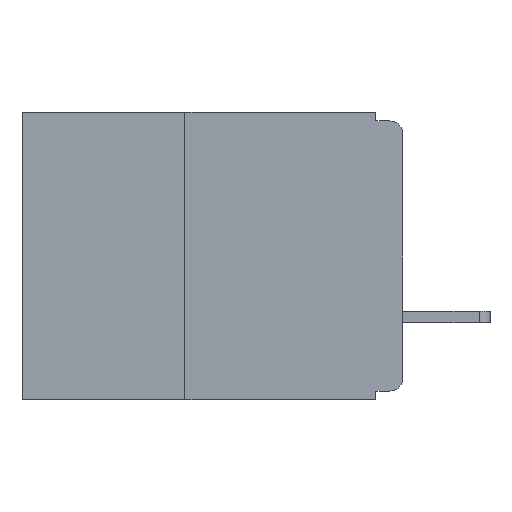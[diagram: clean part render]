
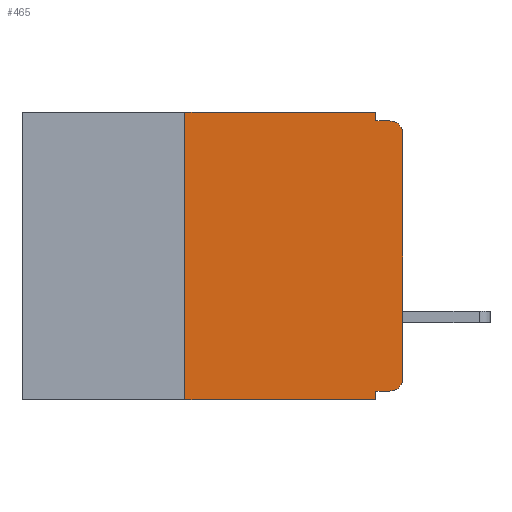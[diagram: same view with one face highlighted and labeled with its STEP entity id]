
A CAD part, left-side view. The second image highlights one B-rep face of the part: STEP entity #465.
In plain terms, the highlighted planar face has unit normal (-1, 0, 0).
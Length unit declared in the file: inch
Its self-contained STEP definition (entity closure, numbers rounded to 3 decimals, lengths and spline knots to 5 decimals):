
#16 = ORIENTED_EDGE ( 'NONE', *, *, #2925, .F. ) ;
#18 = DIRECTION ( 'NONE',  ( 0., 0., -1. ) ) ;
#20 = CARTESIAN_POINT ( 'NONE',  ( 0., 0.437, 0. ) ) ;
#334 = CIRCLE ( 'NONE', #21269, 0.015 ) ;
#376 = VECTOR ( 'NONE', #7879, 39.37008 ) ;
#424 = DIRECTION ( 'NONE',  ( 0., 0., -1. ) ) ;
#465 = ADVANCED_FACE ( 'NONE', ( #7164 ), #18764, .F. ) ;
#612 = LINE ( 'NONE', #20, #13051 ) ;
#1043 = LINE ( 'NONE', #17805, #8999 ) ;
#1437 = CARTESIAN_POINT ( 'NONE',  ( 0., 0.25, 0. ) ) ;
#1608 = EDGE_LOOP ( 'NONE', ( #10868, #19727, #20224, #7491, #8013, #16909, #4067, #16, #4608, #17963 ) ) ;
#1694 = DIRECTION ( 'NONE',  ( -1., 0., 0. ) ) ;
#1775 = CARTESIAN_POINT ( 'NONE',  ( 0., 0., -0.32 ) ) ;
#2753 = DIRECTION ( 'NONE',  ( 0., 0., -1. ) ) ;
#2925 = EDGE_CURVE ( 'NONE', #9641, #5075, #19033, .T. ) ;
#2967 = EDGE_CURVE ( 'NONE', #20281, #7115, #612, .T. ) ;
#3480 = VECTOR ( 'NONE', #15309, 39.37008 ) ;
#3559 = CARTESIAN_POINT ( 'NONE',  ( 0., 0.25, -0.33 ) ) ;
#3587 = VERTEX_POINT ( 'NONE', #6488 ) ;
#4067 = ORIENTED_EDGE ( 'NONE', *, *, #9503, .T. ) ;
#4100 = CARTESIAN_POINT ( 'NONE',  ( 0., 0.031, -0.33 ) ) ;
#4582 = CARTESIAN_POINT ( 'NONE',  ( 0., 0.031, -0.33 ) ) ;
#4608 = ORIENTED_EDGE ( 'NONE', *, *, #13369, .F. ) ;
#5075 = VERTEX_POINT ( 'NONE', #4100 ) ;
#6024 = DIRECTION ( 'NONE',  ( 0., -1., 0. ) ) ;
#6406 = VECTOR ( 'NONE', #16861, 39.37008 ) ;
#6488 = CARTESIAN_POINT ( 'NONE',  ( 0., 0.031, -0.01 ) ) ;
#6954 = LINE ( 'NONE', #20505, #15308 ) ;
#7115 = VERTEX_POINT ( 'NONE', #12108 ) ;
#7164 = FACE_OUTER_BOUND ( 'NONE', #1608, .T. ) ;
#7491 = ORIENTED_EDGE ( 'NONE', *, *, #11064, .F. ) ;
#7505 = EDGE_CURVE ( 'NONE', #20025, #12254, #9412, .T. ) ;
#7838 = DIRECTION ( 'NONE',  ( 0., -1., 0. ) ) ;
#7879 = DIRECTION ( 'NONE',  ( 0., 0., 1. ) ) ;
#7916 = CARTESIAN_POINT ( 'NONE',  ( 0., 0., 0. ) ) ;
#7980 = LINE ( 'NONE', #3559, #3480 ) ;
#8013 = ORIENTED_EDGE ( 'NONE', *, *, #2967, .F. ) ;
#8999 = VECTOR ( 'NONE', #17885, 39.37008 ) ;
#9108 = VECTOR ( 'NONE', #2753, 39.37008 ) ;
#9412 = LINE ( 'NONE', #7916, #376 ) ;
#9503 = EDGE_CURVE ( 'NONE', #16429, #5075, #17445, .T. ) ;
#9641 = VERTEX_POINT ( 'NONE', #9931 ) ;
#9931 = CARTESIAN_POINT ( 'NONE',  ( 0., 0.031, -0.32 ) ) ;
#10158 = DIRECTION ( 'NONE',  ( -1., 0., 0. ) ) ;
#10744 = EDGE_CURVE ( 'NONE', #3587, #18855, #1043, .T. ) ;
#10868 = ORIENTED_EDGE ( 'NONE', *, *, #7505, .T. ) ;
#11006 = EDGE_CURVE ( 'NONE', #16429, #20281, #7980, .T. ) ;
#11064 = EDGE_CURVE ( 'NONE', #7115, #3587, #6954, .T. ) ;
#11724 = CARTESIAN_POINT ( 'NONE',  ( 0., 0.437, 0. ) ) ;
#11795 = CARTESIAN_POINT ( 'NONE',  ( 0., 0.015, -0.025 ) ) ;
#12108 = CARTESIAN_POINT ( 'NONE',  ( 0., 0.031, 0. ) ) ;
#12254 = VERTEX_POINT ( 'NONE', #20531 ) ;
#12651 = VERTEX_POINT ( 'NONE', #19973 ) ;
#13051 = VECTOR ( 'NONE', #6024, 39.37008 ) ;
#13369 = EDGE_CURVE ( 'NONE', #12651, #9641, #15271, .T. ) ;
#13507 = DIRECTION ( 'NONE',  ( 0., 0., -1. ) ) ;
#14412 = CARTESIAN_POINT ( 'NONE',  ( 0., 0.015, -0.01 ) ) ;
#15271 = LINE ( 'NONE', #1775, #6406 ) ;
#15308 = VECTOR ( 'NONE', #424, 39.37008 ) ;
#15309 = DIRECTION ( 'NONE',  ( 0., 0., 1. ) ) ;
#15723 = EDGE_CURVE ( 'NONE', #12254, #18855, #20049, .T. ) ;
#16402 = VECTOR ( 'NONE', #7838, 39.37008 ) ;
#16429 = VERTEX_POINT ( 'NONE', #18715 ) ;
#16507 = DIRECTION ( 'NONE',  ( 0., 0., -1. ) ) ;
#16530 = DIRECTION ( 'NONE',  ( 1., 0., 0. ) ) ;
#16861 = DIRECTION ( 'NONE',  ( 0., 1., 0. ) ) ;
#16909 = ORIENTED_EDGE ( 'NONE', *, *, #11006, .F. ) ;
#17445 = LINE ( 'NONE', #19494, #16402 ) ;
#17805 = CARTESIAN_POINT ( 'NONE',  ( 0., 0., -0.01 ) ) ;
#17885 = DIRECTION ( 'NONE',  ( 0., -1., 0. ) ) ;
#17963 = ORIENTED_EDGE ( 'NONE', *, *, #18472, .T. ) ;
#18472 = EDGE_CURVE ( 'NONE', #12651, #20025, #334, .T. ) ;
#18715 = CARTESIAN_POINT ( 'NONE',  ( 0., 0.25, -0.33 ) ) ;
#18764 = PLANE ( 'NONE',  #19524 ) ;
#18855 = VERTEX_POINT ( 'NONE', #14412 ) ;
#19033 = LINE ( 'NONE', #4582, #9108 ) ;
#19266 = CARTESIAN_POINT ( 'NONE',  ( 0., 0., -0.305 ) ) ;
#19494 = CARTESIAN_POINT ( 'NONE',  ( 0., 0.437, -0.33 ) ) ;
#19524 = AXIS2_PLACEMENT_3D ( 'NONE', #11724, #16530, #16507 ) ;
#19727 = ORIENTED_EDGE ( 'NONE', *, *, #15723, .T. ) ;
#19896 = AXIS2_PLACEMENT_3D ( 'NONE', #11795, #1694, #13507 ) ;
#19973 = CARTESIAN_POINT ( 'NONE',  ( 0., 0.015, -0.32 ) ) ;
#20025 = VERTEX_POINT ( 'NONE', #19266 ) ;
#20049 = CIRCLE ( 'NONE', #19896, 0.015 ) ;
#20120 = CARTESIAN_POINT ( 'NONE',  ( 0., 0.015, -0.305 ) ) ;
#20224 = ORIENTED_EDGE ( 'NONE', *, *, #10744, .F. ) ;
#20281 = VERTEX_POINT ( 'NONE', #1437 ) ;
#20505 = CARTESIAN_POINT ( 'NONE',  ( 0., 0.031, 0. ) ) ;
#20531 = CARTESIAN_POINT ( 'NONE',  ( 0., 0., -0.025 ) ) ;
#21269 = AXIS2_PLACEMENT_3D ( 'NONE', #20120, #10158, #18 ) ;
